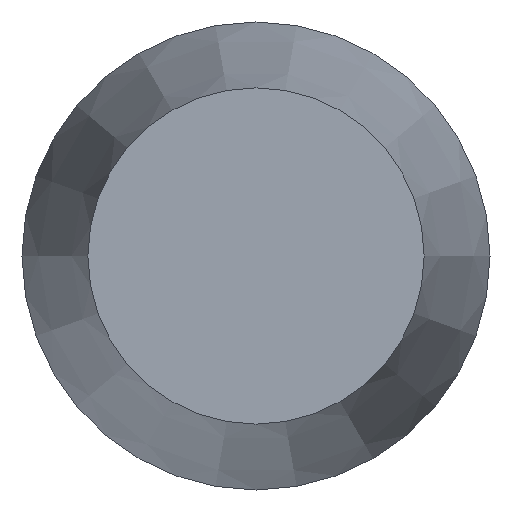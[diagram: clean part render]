
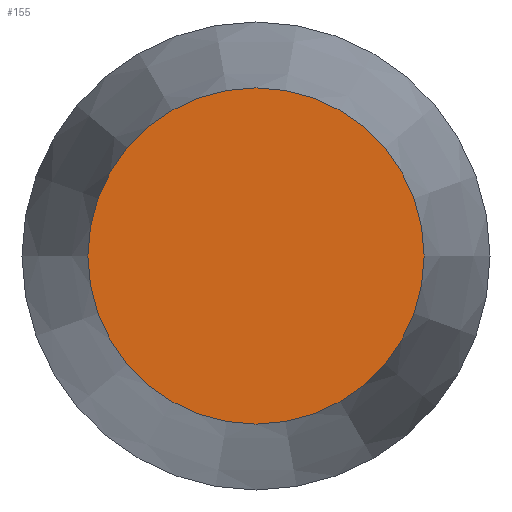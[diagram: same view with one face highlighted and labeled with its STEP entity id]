
A CAD part, left-side view. The second image highlights one B-rep face of the part: STEP entity #155.
In plain terms, the highlighted planar face has unit normal (-1, 0, 0).
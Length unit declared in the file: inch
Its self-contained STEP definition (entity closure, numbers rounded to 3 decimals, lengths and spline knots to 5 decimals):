
#39=FACE_OUTER_BOUND('',#51,.T.);
#51=EDGE_LOOP('',(#106));
#66=CIRCLE('',#183,0.28281);
#77=VERTEX_POINT('',#263);
#88=EDGE_CURVE('',#77,#77,#66,.T.);
#106=ORIENTED_EDGE('',*,*,#88,.F.);
#142=PLANE('',#182);
#155=ADVANCED_FACE('',(#39),#142,.T.);
#182=AXIS2_PLACEMENT_3D('',#262,#209,#210);
#183=AXIS2_PLACEMENT_3D('',#264,#211,#212);
#209=DIRECTION('center_axis',(-1.,0.,0.));
#210=DIRECTION('ref_axis',(0.,0.,1.));
#211=DIRECTION('center_axis',(1.,0.,0.));
#212=DIRECTION('ref_axis',(0.,0.,-1.));
#262=CARTESIAN_POINT('Origin',(-1.239,0.28281,0.));
#263=CARTESIAN_POINT('',(-1.239,-0.28281,0.));
#264=CARTESIAN_POINT('Origin',(-1.239,0.,0.));
